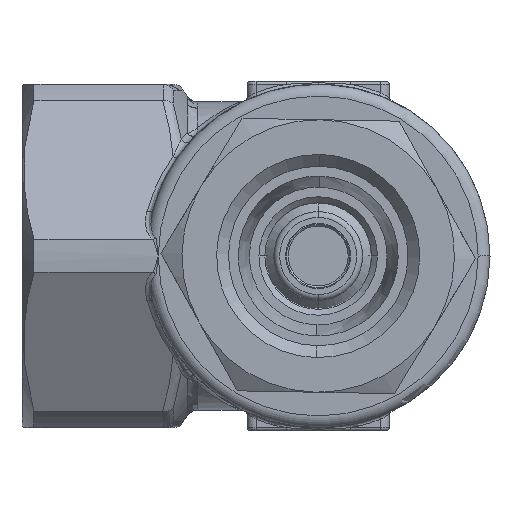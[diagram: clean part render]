
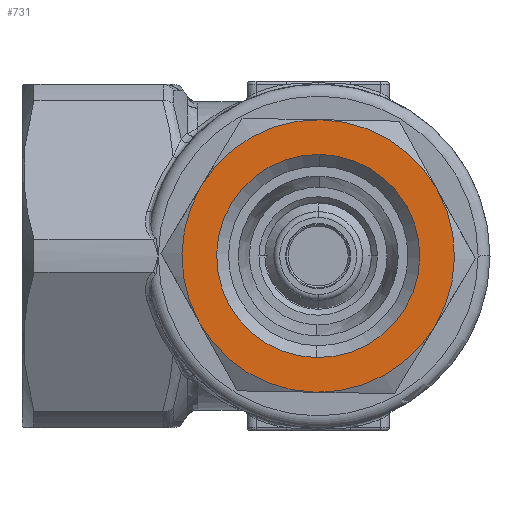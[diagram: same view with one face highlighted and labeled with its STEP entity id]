
A CAD part, front view. The second image highlights one B-rep face of the part: STEP entity #731.
In plain terms, the highlighted planar face has unit normal (0, -1, 0).
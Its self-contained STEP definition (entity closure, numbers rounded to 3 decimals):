
#731 = ADVANCED_FACE ( 'NONE', ( #9013, #9015 ), #9016, .F. ) ;
#1103 = EDGE_CURVE ( 'NONE', #13692, #2513, #4090, .T. ) ;
#2233 = VERTEX_POINT ( 'NONE', #14716 ) ;
#2329 = EDGE_LOOP ( 'NONE', ( #22721, #22719 ) ) ;
#2341 = EDGE_LOOP ( 'NONE', ( #22722, #22720, #22716, #22714, #22715, #22711 ) ) ;
#2479 = VERTEX_POINT ( 'NONE', #14822 ) ;
#2513 = VERTEX_POINT ( 'NONE', #14856 ) ;
#4090 = CIRCLE ( 'NONE', #4095, 23. ) ;
#4095 = AXIS2_PLACEMENT_3D ( 'NONE', #14637, #14638, #14639 ) ;
#6290 = CIRCLE ( 'NONE', #6294, 23. ) ;
#6294 = AXIS2_PLACEMENT_3D ( 'NONE', #11356, #11357, #11358 ) ;
#6701 = AXIS2_PLACEMENT_3D ( 'NONE', #9026, #9027, #9028 ) ;
#9013 = FACE_BOUND ( 'NONE', #2329, .T. ) ;
#9015 = FACE_OUTER_BOUND ( 'NONE', #2341, .T. ) ;
#9016 = PLANE ( 'NONE',  #6701 ) ;
#9026 = CARTESIAN_POINT ( 'NONE',  ( 40.244, -41., 22.281 ) ) ;
#9027 = DIRECTION ( 'NONE',  ( 0., 1., 0. ) ) ;
#9028 = DIRECTION ( 'NONE',  ( 0.018, 0., 1. ) ) ;
#9927 = CARTESIAN_POINT ( 'NONE',  ( 0., -41., 0. ) ) ;
#9928 = DIRECTION ( 'NONE',  ( 0., -1., 0. ) ) ;
#9929 = DIRECTION ( 'NONE',  ( 0.018, 0., 1. ) ) ;
#9999 = CARTESIAN_POINT ( 'NONE',  ( 0., -41., 0. ) ) ;
#10000 = DIRECTION ( 'NONE',  ( 0., 1., 0. ) ) ;
#10001 = DIRECTION ( 'NONE',  ( 0.018, 0., 1. ) ) ;
#11356 = CARTESIAN_POINT ( 'NONE',  ( 0., -41., 0. ) ) ;
#11357 = DIRECTION ( 'NONE',  ( 0., -1., 0. ) ) ;
#11358 = DIRECTION ( 'NONE',  ( 0.018, 0., 1. ) ) ;
#11524 = CARTESIAN_POINT ( 'NONE',  ( 0., -41., 0. ) ) ;
#11525 = DIRECTION ( 'NONE',  ( 0., -1., 0. ) ) ;
#11526 = DIRECTION ( 'NONE',  ( 0.018, 0., 1. ) ) ;
#11812 = CARTESIAN_POINT ( 'NONE',  ( 0., -41., 0. ) ) ;
#11813 = DIRECTION ( 'NONE',  ( 0., 1., 0. ) ) ;
#11814 = DIRECTION ( 'NONE',  ( 0.018, 0., 1. ) ) ;
#11834 = CARTESIAN_POINT ( 'NONE',  ( 0., -41., 0. ) ) ;
#11835 = DIRECTION ( 'NONE',  ( 0., 1., 0. ) ) ;
#11836 = DIRECTION ( 'NONE',  ( 0.018, 0., 1. ) ) ;
#11930 = CARTESIAN_POINT ( 'NONE',  ( 0., -41., 0. ) ) ;
#11931 = DIRECTION ( 'NONE',  ( 0., -1., 0. ) ) ;
#11932 = DIRECTION ( 'NONE',  ( 0.018, 0., 1. ) ) ;
#11969 = EDGE_CURVE ( 'NONE', #32000, #13692, #6290, .T. ) ;
#12010 = EDGE_CURVE ( 'NONE', #2479, #31992, #24872, .T. ) ;
#12089 = EDGE_CURVE ( 'NONE', #2233, #13744, #24963, .T. ) ;
#12096 = EDGE_CURVE ( 'NONE', #2479, #2513, #24976, .T. ) ;
#12114 = EDGE_CURVE ( 'NONE', #31992, #31996, #24998, .T. ) ;
#12129 = EDGE_CURVE ( 'NONE', #31996, #32000, #25018, .T. ) ;
#12145 = EDGE_CURVE ( 'NONE', #13744, #2233, #25041, .T. ) ;
#13692 = VERTEX_POINT ( 'NONE', #18551 ) ;
#13744 = VERTEX_POINT ( 'NONE', #18601 ) ;
#14637 = CARTESIAN_POINT ( 'NONE',  ( 0., -41., 0. ) ) ;
#14638 = DIRECTION ( 'NONE',  ( 0., -1., 0. ) ) ;
#14639 = DIRECTION ( 'NONE',  ( 0.018, 0., 1. ) ) ;
#14716 = CARTESIAN_POINT ( 'NONE',  ( 0.308, -41., 17.142 ) ) ;
#14822 = CARTESIAN_POINT ( 'NONE',  ( 0.413, -41., 22.996 ) ) ;
#14856 = CARTESIAN_POINT ( 'NONE',  ( 20.122, -41., 11.141 ) ) ;
#18551 = CARTESIAN_POINT ( 'NONE',  ( 19.709, -41., -11.856 ) ) ;
#18601 = CARTESIAN_POINT ( 'NONE',  ( -0.308, -41., -17.142 ) ) ;
#22711 = ORIENTED_EDGE ( 'NONE', *, *, #1103, .T. ) ;
#22714 = ORIENTED_EDGE ( 'NONE', *, *, #12129, .T. ) ;
#22715 = ORIENTED_EDGE ( 'NONE', *, *, #11969, .T. ) ;
#22716 = ORIENTED_EDGE ( 'NONE', *, *, #12114, .T. ) ;
#22719 = ORIENTED_EDGE ( 'NONE', *, *, #12089, .T. ) ;
#22720 = ORIENTED_EDGE ( 'NONE', *, *, #12010, .T. ) ;
#22721 = ORIENTED_EDGE ( 'NONE', *, *, #12145, .T. ) ;
#22722 = ORIENTED_EDGE ( 'NONE', *, *, #12096, .F. ) ;
#24872 = CIRCLE ( 'NONE', #24874, 23. ) ;
#24874 = AXIS2_PLACEMENT_3D ( 'NONE', #11524, #11525, #11526 ) ;
#24963 = CIRCLE ( 'NONE', #24969, 17.145 ) ;
#24969 = AXIS2_PLACEMENT_3D ( 'NONE', #11812, #11813, #11814 ) ;
#24976 = CIRCLE ( 'NONE', #24982, 23. ) ;
#24982 = AXIS2_PLACEMENT_3D ( 'NONE', #11834, #11835, #11836 ) ;
#24998 = CIRCLE ( 'NONE', #25002, 23. ) ;
#25002 = AXIS2_PLACEMENT_3D ( 'NONE', #11930, #11931, #11932 ) ;
#25018 = CIRCLE ( 'NONE', #25020, 23. ) ;
#25020 = AXIS2_PLACEMENT_3D ( 'NONE', #9927, #9928, #9929 ) ;
#25041 = CIRCLE ( 'NONE', #25043, 17.145 ) ;
#25043 = AXIS2_PLACEMENT_3D ( 'NONE', #9999, #10000, #10001 ) ;
#31992 = VERTEX_POINT ( 'NONE', #32851 ) ;
#31996 = VERTEX_POINT ( 'NONE', #32923 ) ;
#32000 = VERTEX_POINT ( 'NONE', #32927 ) ;
#32851 = CARTESIAN_POINT ( 'NONE',  ( -19.709, -41., 11.856 ) ) ;
#32923 = CARTESIAN_POINT ( 'NONE',  ( -20.122, -41., -11.141 ) ) ;
#32927 = CARTESIAN_POINT ( 'NONE',  ( -0.413, -41., -22.996 ) ) ;
